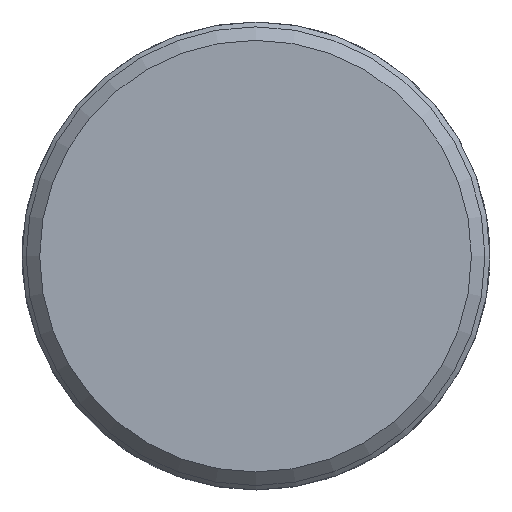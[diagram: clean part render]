
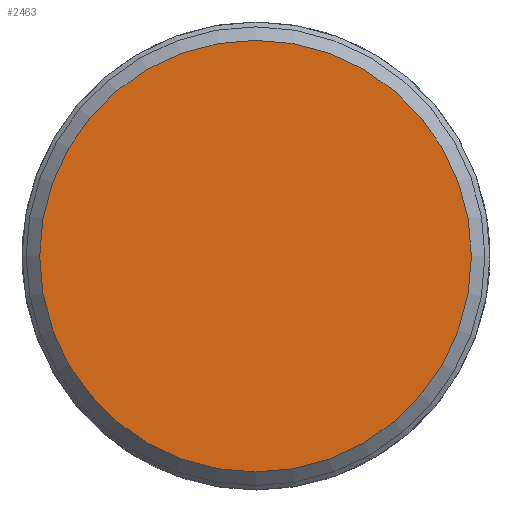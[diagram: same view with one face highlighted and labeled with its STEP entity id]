
A CAD part, top view. The second image highlights one B-rep face of the part: STEP entity #2463.
In plain terms, the highlighted planar face has unit normal (0, 0, 1).
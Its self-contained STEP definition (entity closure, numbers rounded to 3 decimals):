
#83=PLANE('',#2630);
#217=FACE_OUTER_BOUND('',#374,.T.);
#374=EDGE_LOOP('',(#1707));
#529=CIRCLE('',#2628,16.);
#1072=VERTEX_POINT('',#4325);
#1312=EDGE_CURVE('',#1072,#1072,#529,.T.);
#1707=ORIENTED_EDGE('',*,*,#1312,.F.);
#2463=ADVANCED_FACE('',(#217),#83,.T.);
#2628=AXIS2_PLACEMENT_3D('',#4326,#2894,#2895);
#2630=AXIS2_PLACEMENT_3D('',#4330,#2899,#2900);
#2894=DIRECTION('center_axis',(0.,0.,-1.));
#2895=DIRECTION('ref_axis',(-1.,0.,0.));
#2899=DIRECTION('center_axis',(0.,0.,1.));
#2900=DIRECTION('ref_axis',(-1.,0.,0.));
#4325=CARTESIAN_POINT('',(56.,180.,10.2));
#4326=CARTESIAN_POINT('Origin',(40.,180.,10.2));
#4330=CARTESIAN_POINT('Origin',(40.,180.,10.2));
